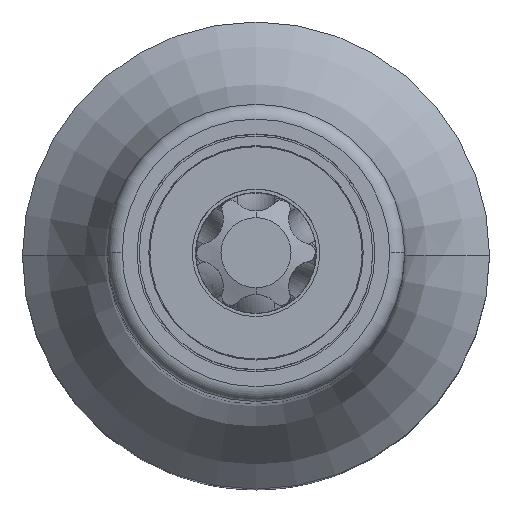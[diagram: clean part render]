
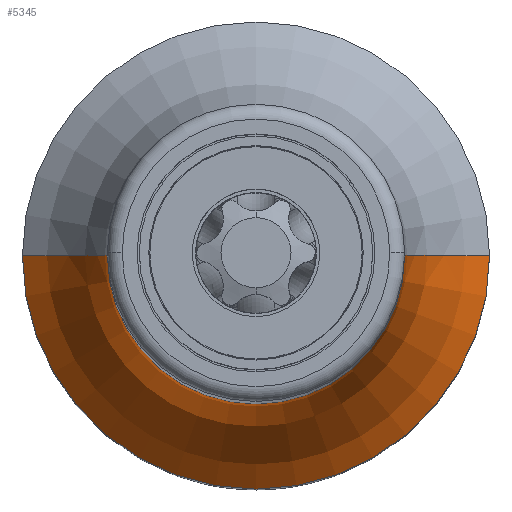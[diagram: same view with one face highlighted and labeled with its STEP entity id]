
A CAD part, top view. The second image highlights one B-rep face of the part: STEP entity #5345.
In plain terms, the highlighted toroidal (fillet/blend) face has major radius 17 mm and minor radius 10 mm.
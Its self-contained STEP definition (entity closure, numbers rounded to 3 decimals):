
#4697=CARTESIAN_POINT('',(0.,0.,22.7));
#4698=DIRECTION('',(0.,0.,1.));
#4699=DIRECTION('',(-1.,0.,0.));
#4700=AXIS2_PLACEMENT_3D('',#4697,#4698,#4699);
#4784=CARTESIAN_POINT('',(17.,0.,
30.7));
#4785=DIRECTION('',(0.,1.,0.));
#4786=DIRECTION('',(-0.6,0.,-0.8));
#4787=AXIS2_PLACEMENT_3D('',#4784,#4785,#4786);
#4792=CARTESIAN_POINT('',(-17.,0.,
30.7));
#4793=DIRECTION('',(0.,-1.,0.));
#4794=DIRECTION('',(0.6,0.,-0.8));
#4795=AXIS2_PLACEMENT_3D('',#4792,#4793,#4794);
#4808=CARTESIAN_POINT('',(0.,0.,30.7));
#4809=DIRECTION('',(0.,0.,1.));
#4810=DIRECTION('',(-1.,0.,0.));
#4811=AXIS2_PLACEMENT_3D('',#4808,#4809,#4810);
#5030=CARTESIAN_POINT('',(-11.,0.,22.7));
#5031=CARTESIAN_POINT('',(11.,0.,22.7));
#5032=VERTEX_POINT('',#5030);
#5033=VERTEX_POINT('',#5031);
#5034=CARTESIAN_POINT('',(-7.,0.,30.7));
#5035=CARTESIAN_POINT('',(7.,0.,30.7));
#5036=VERTEX_POINT('',#5034);
#5037=VERTEX_POINT('',#5035);
#5333=CARTESIAN_POINT('',(0.,0.,30.7));
#5334=DIRECTION('',(0.,0.,1.));
#5335=DIRECTION('',(-1.,0.,0.));
#5336=AXIS2_PLACEMENT_3D('',#5333,#5334,#5335);
#5337=TOROIDAL_SURFACE('',#5336,17.,10.);
#5338=ORIENTED_EDGE('',*,*,#5267,.F.);
#5339=ORIENTED_EDGE('',*,*,#5328,.T.);
#5341=ORIENTED_EDGE('',*,*,#5340,.T.);
#5342=ORIENTED_EDGE('',*,*,#5324,.F.);
#5343=EDGE_LOOP('',(#5338,#5339,#5341,#5342));
#5344=FACE_OUTER_BOUND('',#5343,.F.);
#5345=ADVANCED_FACE('',(#5344),#5337,.F.);
#4701=CIRCLE('',#4700,11.);
#4788=CIRCLE('',#4787,10.);
#4796=CIRCLE('',#4795,10.);
#4812=CIRCLE('',#4811,7.);
#5267=EDGE_CURVE('',#5032,#5033,#4701,.T.);
#5324=EDGE_CURVE('',#5033,#5037,#4788,.T.);
#5328=EDGE_CURVE('',#5032,#5036,#4796,.T.);
#5340=EDGE_CURVE('',#5036,#5037,#4812,.T.);
